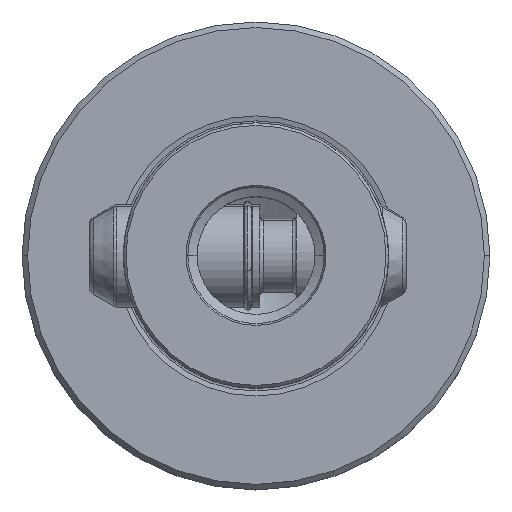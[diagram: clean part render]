
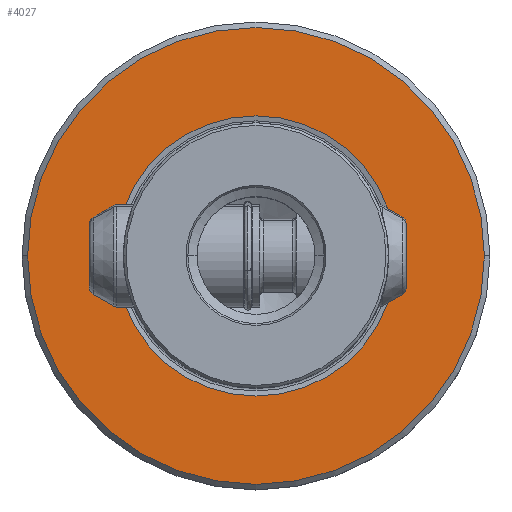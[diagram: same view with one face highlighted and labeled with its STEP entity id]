
A CAD part, top view. The second image highlights one B-rep face of the part: STEP entity #4027.
In plain terms, the highlighted planar face has unit normal (0, 0, 1).
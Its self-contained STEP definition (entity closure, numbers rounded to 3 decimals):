
#2125=VERTEX_POINT('NONE',#5950);
#2493=VERTEX_POINT('NONE',#6355);
#3575=VERTEX_POINT('NONE',#7550);
#3797=EDGE_CURVE('NONE',#3811,#2493,#7802,.T.);
#3811=VERTEX_POINT('NONE',#7818);
#4027=ADVANCED_FACE('NONE',(#8058,#8059),#8060,.T.);
#4895=EDGE_CURVE('NONE',#2125,#3575,#9021,.T.);
#5043=EDGE_CURVE('NONE',#3575,#2125,#9192,.F.);
#5087=EDGE_CURVE('NONE',#2493,#3811,#9237,.T.);
#5950=CARTESIAN_POINT('',(19.012,0.,0.0));
#6355=CARTESIAN_POINT('',(-31.0,0.,0.0));
#7550=CARTESIAN_POINT('',(-19.012,0.,0.0));
#7802=CIRCLE('',#37369,31.0);
#7818=CARTESIAN_POINT('',(31.0,0.,0.0));
#8058=FACE_OUTER_BOUND('',#37810,.T.);
#8059=FACE_BOUND('',#37811,.T.);
#8060=PLANE('',#37812);
#9021=CIRCLE('',#42261,19.012);
#9192=CIRCLE('',#46531,19.012);
#9237=CIRCLE('',#46635,31.0);
#37369=AXIS2_PLACEMENT_3D('',#54440,#54441,#54442);
#37810=EDGE_LOOP('',(#54753,#54754));
#37811=EDGE_LOOP('',(#54755,#54756));
#37812=AXIS2_PLACEMENT_3D('',#54757,#54758,#54759);
#42261=AXIS2_PLACEMENT_3D('',#55834,#55835,#55836);
#46531=AXIS2_PLACEMENT_3D('',#56076,#56077,#56078);
#46635=AXIS2_PLACEMENT_3D('',#56104,#56105,#56106);
#54440=CARTESIAN_POINT('',(0.0,0.0,0.0));
#54441=DIRECTION('',(0.0,0.0,-1.0));
#54442=DIRECTION('',(-1.0,0.,0.0));
#54753=ORIENTED_EDGE('',*,*,#5087,.F.);
#54754=ORIENTED_EDGE('',*,*,#3797,.F.);
#54755=ORIENTED_EDGE('',*,*,#4895,.F.);
#54756=ORIENTED_EDGE('',*,*,#5043,.F.);
#54757=CARTESIAN_POINT('',(-18.0,0.0,0.0));
#54758=DIRECTION('',(-0.0,0.0,1.0));
#54759=DIRECTION('',(0.0,1.0,0.0));
#55834=CARTESIAN_POINT('',(0.0,0.0,0.0));
#55835=DIRECTION('',(-0.0,0.0,1.0));
#55836=DIRECTION('',(1.0,0.,0.0));
#56076=CARTESIAN_POINT('',(0.0,0.0,0.0));
#56077=DIRECTION('',(0.0,0.0,-1.0));
#56078=DIRECTION('',(1.0,0.,0.0));
#56104=CARTESIAN_POINT('',(0.0,0.0,0.0));
#56105=DIRECTION('',(0.0,0.0,-1.0));
#56106=DIRECTION('',(-1.0,0.,0.0));
